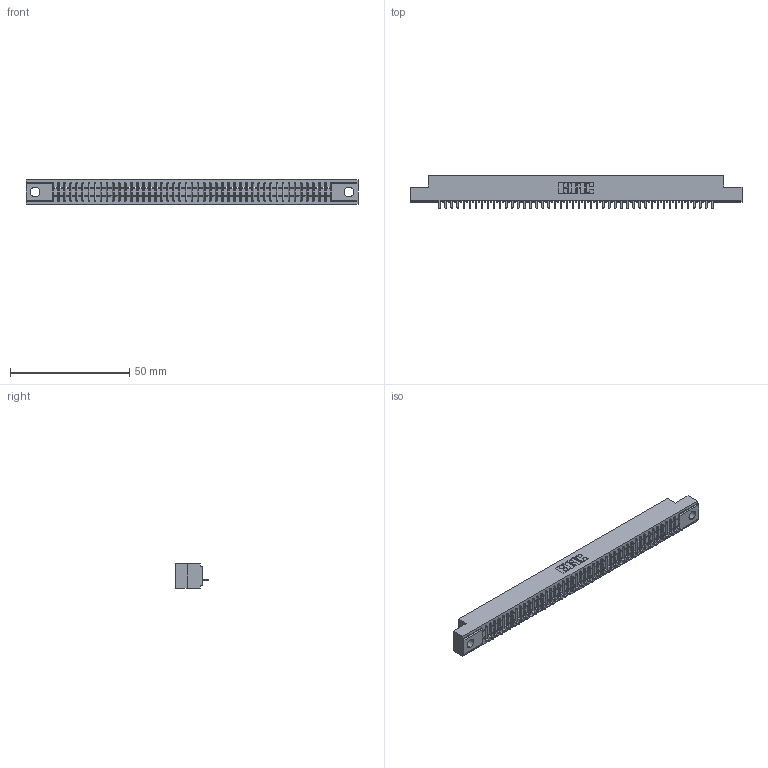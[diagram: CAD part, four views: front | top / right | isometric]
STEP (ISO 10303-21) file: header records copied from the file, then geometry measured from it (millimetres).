
FILE_DESCRIPTION (( 'STEP AP203' ), '1' );
FILE_NAME ('391-046-524-104.STEP', '2018-08-09T03:25:56', ( '' ), ( '' ), 'SwSTEP 2.0', 'SolidWorks 2016', '' );
FILE_SCHEMA (( 'CONFIG_CONTROL_DESIGN' ));
Length unit declared in the file: inch
Products named in the file (3): 341 Part_.156 (3.96) Dia Mounting Holes; 341-292-001_341-292-124; 391-046-524-104
Assembly tree (47 placements, depth 2):
  391-046-524-104
    341 Part_.156 (3.96) Dia Mounting Holes
    341-292-001_341-292-124  x46
Bounding box: 139.06 x 13.64 x 10.16 mm (x, y, z)
Volume: 9833.3 mm3; surface area: 15088.8 mm2
Topology: 47 solids, 47 shells, 3902 faces, 11254 edges, 7222 vertices
Faces by surface type: plane 2428, cylinder 1290, sphere 94, torus 90
Entity records: 54083 total; most frequent: CARTESIAN_POINT 9194, ORIENTED_EDGE 9180, DIRECTION 8864, EDGE_CURVE 4590, VECTOR 3720, LINE 3720, VERTEX_POINT 2902, AXIS2_PLACEMENT_3D 2572
